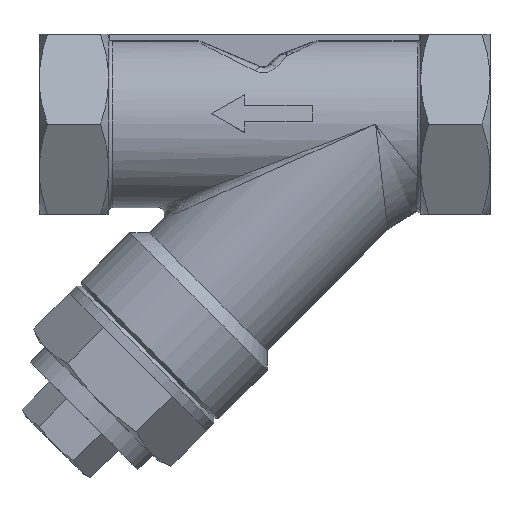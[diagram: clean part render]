
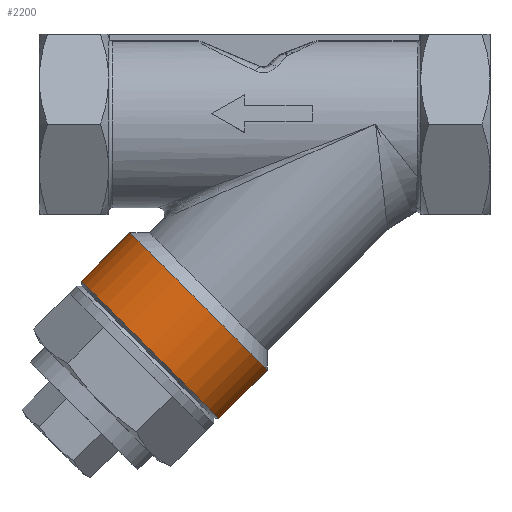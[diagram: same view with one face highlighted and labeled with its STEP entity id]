
A CAD part, top view. The second image highlights one B-rep face of the part: STEP entity #2200.
In plain terms, the highlighted cylindrical face has radius 14 mm (diameter 28 mm), a full revolution.
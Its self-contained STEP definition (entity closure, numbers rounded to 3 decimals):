
#150=CIRCLE('',#2421,14.);
#151=CIRCLE('',#2422,14.);
#186=CYLINDRICAL_SURFACE('',#2420,14.);
#865=ORIENTED_EDGE('',*,*,#1268,.F.);
#866=ORIENTED_EDGE('',*,*,#1269,.T.);
#1268=EDGE_CURVE('',#1484,#1484,#150,.T.);
#1269=EDGE_CURVE('',#1485,#1485,#151,.T.);
#1484=VERTEX_POINT('',#5201);
#1485=VERTEX_POINT('',#5203);
#1814=EDGE_LOOP('',(#865));
#1815=EDGE_LOOP('',(#866));
#1981=FACE_BOUND('',#1814,.T.);
#1982=FACE_BOUND('',#1815,.T.);
#2200=ADVANCED_FACE('',(#1981,#1982),#186,.T.);
#2420=AXIS2_PLACEMENT_3D('',#5199,#2857,#2858);
#2421=AXIS2_PLACEMENT_3D('',#5200,#2859,#2860);
#2422=AXIS2_PLACEMENT_3D('',#5202,#2861,#2862);
#2857=DIRECTION('',(0.707,0.707,0.));
#2858=DIRECTION('',(-0.707,0.707,0.));
#2859=DIRECTION('',(0.707,0.707,0.));
#2860=DIRECTION('',(-0.707,0.707,0.));
#2861=DIRECTION('',(0.707,0.707,0.));
#2862=DIRECTION('',(0.707,-0.707,0.));
#5199=CARTESIAN_POINT('',(16.,0.,0.));
#5200=CARTESIAN_POINT('',(-9.544,-25.544,0.));
#5201=CARTESIAN_POINT('',(-19.444,-15.645,0.));
#5202=CARTESIAN_POINT('',(-16.509,-32.509,0.));
#5203=CARTESIAN_POINT('',(-6.61,-42.409,0.));
